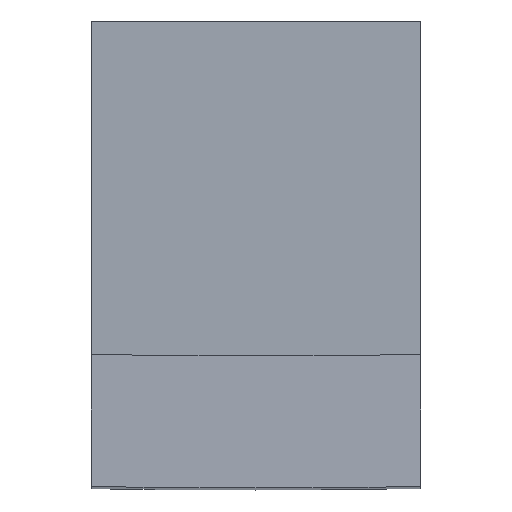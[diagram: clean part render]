
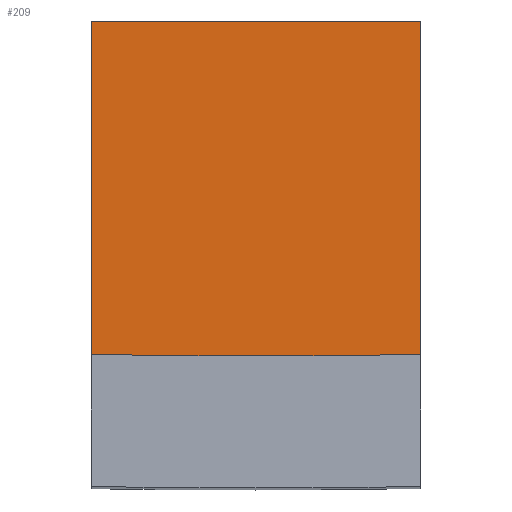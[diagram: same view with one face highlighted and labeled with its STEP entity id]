
A CAD part, front view. The second image highlights one B-rep face of the part: STEP entity #209.
In plain terms, the highlighted planar face has unit normal (0, -1, 0).
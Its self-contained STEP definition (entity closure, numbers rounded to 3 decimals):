
#51=FACE_OUTER_BOUND('',#61,.T.);
#61=EDGE_LOOP('',(#151,#152,#153,#154));
#71=LINE('',#374,#81);
#72=LINE('',#376,#82);
#73=LINE('',#377,#83);
#81=VECTOR('',#284,10.);
#82=VECTOR('',#285,10.);
#83=VECTOR('',#286,10.);
#91=CIRCLE('',#240,1999.775);
#107=VERTEX_POINT('',#370);
#108=VERTEX_POINT('',#371);
#109=VERTEX_POINT('',#373);
#110=VERTEX_POINT('',#375);
#125=EDGE_CURVE('',#107,#108,#91,.T.);
#126=EDGE_CURVE('',#107,#109,#71,.T.);
#127=EDGE_CURVE('',#110,#109,#72,.T.);
#128=EDGE_CURVE('',#110,#108,#73,.T.);
#151=ORIENTED_EDGE('',*,*,#125,.F.);
#152=ORIENTED_EDGE('',*,*,#126,.T.);
#153=ORIENTED_EDGE('',*,*,#127,.F.);
#154=ORIENTED_EDGE('',*,*,#128,.T.);
#203=PLANE('',#239);
#209=ADVANCED_FACE('',(#51),#203,.F.);
#239=AXIS2_PLACEMENT_3D('',#369,#280,#281);
#240=AXIS2_PLACEMENT_3D('',#372,#282,#283);
#280=DIRECTION('center_axis',(0.,1.,0.));
#281=DIRECTION('ref_axis',(0.,0.,1.));
#282=DIRECTION('center_axis',(0.,1.,0.));
#283=DIRECTION('ref_axis',(0.,0.,1.));
#284=DIRECTION('',(0.,0.,1.));
#285=DIRECTION('',(1.,0.,0.));
#286=DIRECTION('',(0.,0.,-1.));
#369=CARTESIAN_POINT('Origin',(0.,-30.,-95.985));
#370=CARTESIAN_POINT('',(30.,-30.,-95.535));
#371=CARTESIAN_POINT('',(-30.,-30.,-95.535));
#372=CARTESIAN_POINT('Origin',(0.,-30.,1904.015));
#373=CARTESIAN_POINT('',(30.,-30.,-34.871));
#374=CARTESIAN_POINT('',(30.,-30.,-95.985));
#375=CARTESIAN_POINT('',(-30.,-30.,-34.871));
#376=CARTESIAN_POINT('',(0.,-30.,-34.871));
#377=CARTESIAN_POINT('',(-30.,-30.,-95.985));
